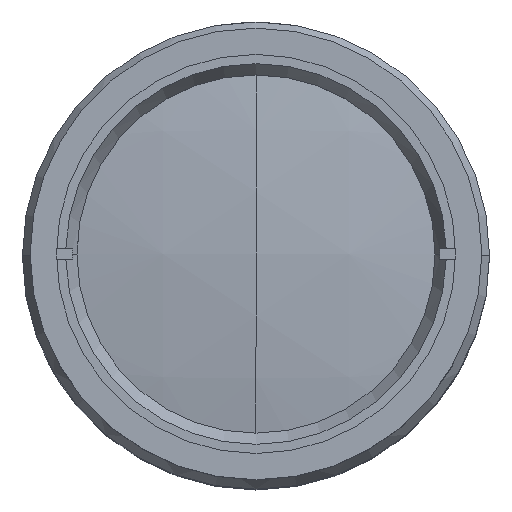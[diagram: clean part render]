
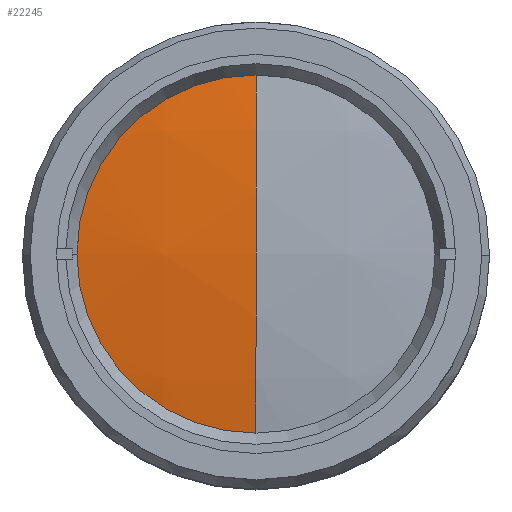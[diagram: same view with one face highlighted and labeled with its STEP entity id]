
A CAD part, top view. The second image highlights one B-rep face of the part: STEP entity #22245.
In plain terms, the highlighted spherical face has radius 148.805 mm.
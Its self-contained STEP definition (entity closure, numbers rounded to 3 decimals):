
#111 = ORIENTED_EDGE ( 'NONE', *, *, #61196, .F. ) ;
#1169 = AXIS2_PLACEMENT_3D ( 'NONE', #30218, #5255, #50225 ) ;
#2606 = VERTEX_POINT ( 'NONE', #64827 ) ;
#2744 = CARTESIAN_POINT ( 'NONE',  ( 0., 0., -148.805 ) ) ;
#2890 = CIRCLE ( 'NONE', #57431, 23.788 ) ;
#3929 = CARTESIAN_POINT ( 'NONE',  ( 0., 23.788, -1.914 ) ) ;
#5255 = DIRECTION ( 'NONE',  ( -1., 0., 0. ) ) ;
#6134 = DIRECTION ( 'NONE',  ( 1., 0., 0. ) ) ;
#8792 = DIRECTION ( 'NONE',  ( 0., 0., 1. ) ) ;
#8965 = DIRECTION ( 'NONE',  ( 0., -1., 0. ) ) ;
#14282 = ORIENTED_EDGE ( 'NONE', *, *, #19330, .T. ) ;
#19330 = EDGE_CURVE ( 'NONE', #51872, #36396, #2890, .T. ) ;
#22245 = ADVANCED_FACE ( 'NONE', ( #49919 ), #39772, .T. ) ;
#22461 = VERTEX_POINT ( 'NONE', #3929 ) ;
#23485 = ORIENTED_EDGE ( 'NONE', *, *, #52194, .T. ) ;
#24782 = ORIENTED_EDGE ( 'NONE', *, *, #35168, .T. ) ;
#25148 = AXIS2_PLACEMENT_3D ( 'NONE', #37075, #8792, #33128 ) ;
#26172 = DIRECTION ( 'NONE',  ( 0., 0., -1. ) ) ;
#30218 = CARTESIAN_POINT ( 'NONE',  ( 0., 0., -148.805 ) ) ;
#31543 = AXIS2_PLACEMENT_3D ( 'NONE', #2744, #62491, #8965 ) ;
#33128 = DIRECTION ( 'NONE',  ( 1., 0., 0. ) ) ;
#34027 = DIRECTION ( 'NONE',  ( 0., 0., 1. ) ) ;
#35168 = EDGE_CURVE ( 'NONE', #22461, #51872, #53471, .T. ) ;
#35281 = CIRCLE ( 'NONE', #56246, 148.805 ) ;
#36396 = VERTEX_POINT ( 'NONE', #47365 ) ;
#37075 = CARTESIAN_POINT ( 'NONE',  ( 0., 0., -1.914 ) ) ;
#39772 = SPHERICAL_SURFACE ( 'NONE', #1169, 148.805 ) ;
#44503 = CARTESIAN_POINT ( 'NONE',  ( 0., 0., -1.914 ) ) ;
#45149 = DIRECTION ( 'NONE',  ( 1., 0., 0. ) ) ;
#47365 = CARTESIAN_POINT ( 'NONE',  ( 0., -23.788, -1.914 ) ) ;
#47454 = CARTESIAN_POINT ( 'NONE',  ( -23.788, 0., -1.914 ) ) ;
#49919 = FACE_OUTER_BOUND ( 'NONE', #52619, .T. ) ;
#50225 = DIRECTION ( 'NONE',  ( 0., 1., 0. ) ) ;
#51118 = CARTESIAN_POINT ( 'NONE',  ( 0., 0., -148.805 ) ) ;
#51872 = VERTEX_POINT ( 'NONE', #47454 ) ;
#52194 = EDGE_CURVE ( 'NONE', #36396, #2606, #59845, .T. ) ;
#52619 = EDGE_LOOP ( 'NONE', ( #24782, #14282, #23485, #111 ) ) ;
#53471 = CIRCLE ( 'NONE', #25148, 23.788 ) ;
#56246 = AXIS2_PLACEMENT_3D ( 'NONE', #51118, #6134, #26172 ) ;
#57431 = AXIS2_PLACEMENT_3D ( 'NONE', #44503, #34027, #45149 ) ;
#59845 = CIRCLE ( 'NONE', #31543, 148.805 ) ;
#61196 = EDGE_CURVE ( 'NONE', #22461, #2606, #35281, .T. ) ;
#62491 = DIRECTION ( 'NONE',  ( -1., 0., 0. ) ) ;
#64827 = CARTESIAN_POINT ( 'NONE',  ( 0., 0., 0. ) ) ;
